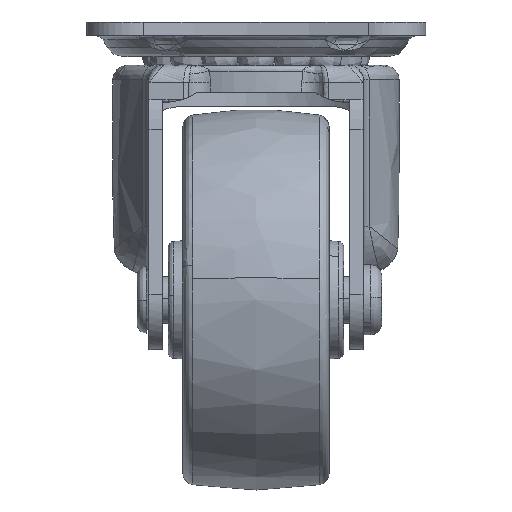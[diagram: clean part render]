
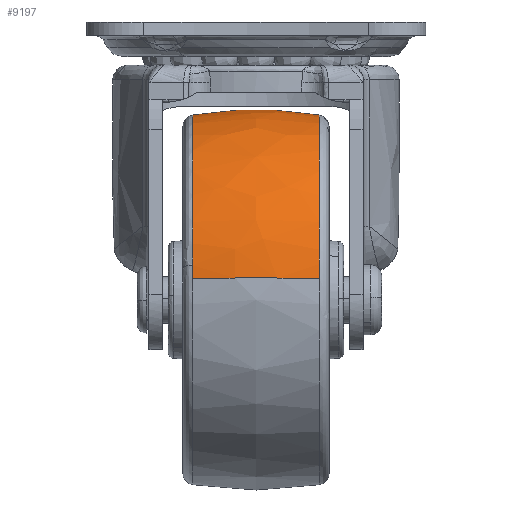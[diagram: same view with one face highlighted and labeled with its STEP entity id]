
A CAD part, left-side view. The second image highlights one B-rep face of the part: STEP entity #9197.
In plain terms, the highlighted free-form (B-spline) face has degree [2, 2] with [5, 3] control points.
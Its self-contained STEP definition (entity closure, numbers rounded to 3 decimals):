
#8250=CARTESIAN_POINT('',(-31.031,10.833,5.92));
#8251=VERTEX_POINT('',#8250);
#8265=CARTESIAN_POINT('',(0.0,10.833,31.591));
#8266=VERTEX_POINT('',#8265);
#8267=CARTESIAN_POINT('',(0.0,10.833,31.591));
#8268=CARTESIAN_POINT('',(-26.134,10.833,31.591));
#8269=CARTESIAN_POINT('',(-31.031,10.833,5.92));
#8277=(BOUNDED_CURVE()B_SPLINE_CURVE(2,(#8267,#8268,#8269),.UNSPECIFIED.,.F.,.U.)B_SPLINE_CURVE_WITH_KNOTS((3,3),(0.5,0.718),.UNSPECIFIED.)CURVE()GEOMETRIC_REPRESENTATION_ITEM()RATIONAL_B_SPLINE_CURVE((1.0,0.745,0.934))REPRESENTATION_ITEM(''));
#8278=EDGE_CURVE('',#8266,#8251,#8277,.T.);
#8367=CARTESIAN_POINT('',(-31.38,10.833,3.648));
#8368=VERTEX_POINT('',#8367);
#8384=CARTESIAN_POINT('',(-31.031,10.833,5.92));
#8385=CARTESIAN_POINT('',(-31.247,10.833,4.79));
#8386=CARTESIAN_POINT('',(-31.38,10.833,3.648));
#8394=(BOUNDED_CURVE()B_SPLINE_CURVE(2,(#8384,#8385,#8386),.UNSPECIFIED.,.F.,.U.)B_SPLINE_CURVE_WITH_KNOTS((3,3),(0.718,0.73),.UNSPECIFIED.)CURVE()GEOMETRIC_REPRESENTATION_ITEM()RATIONAL_B_SPLINE_CURVE((0.934,0.945,0.957))REPRESENTATION_ITEM(''));
#8395=EDGE_CURVE('',#8251,#8368,#8394,.T.);
#8597=CARTESIAN_POINT('',(0.0,-10.833,31.591));
#8598=VERTEX_POINT('',#8597);
#8612=CARTESIAN_POINT('',(-31.38,-10.833,3.648));
#8613=VERTEX_POINT('',#8612);
#8614=CARTESIAN_POINT('',(0.0,-10.833,31.591));
#8615=CARTESIAN_POINT('',(-28.131,-10.833,31.591));
#8616=CARTESIAN_POINT('',(-31.38,-10.833,3.648));
#8624=(BOUNDED_CURVE()B_SPLINE_CURVE(2,(#8614,#8615,#8616),.UNSPECIFIED.,.F.,.U.)B_SPLINE_CURVE_WITH_KNOTS((3,3),(0.5,0.73),.UNSPECIFIED.)CURVE()GEOMETRIC_REPRESENTATION_ITEM()RATIONAL_B_SPLINE_CURVE((1.0,0.731,0.957))REPRESENTATION_ITEM(''));
#8625=EDGE_CURVE('',#8598,#8613,#8624,.T.);
#9130=CARTESIAN_POINT('',(0.0,-10.833,31.591));
#9131=CARTESIAN_POINT('',(0.0,-5.455,32.5));
#9132=CARTESIAN_POINT('',(0.0,0.0,32.5));
#9133=CARTESIAN_POINT('',(0.0,5.455,32.5));
#9134=CARTESIAN_POINT('',(0.0,10.833,31.591));
#9142=(BOUNDED_CURVE()B_SPLINE_CURVE(2,(#9130,#9131,#9132,#9133,#9134),.UNSPECIFIED.,.F.,.U.)B_SPLINE_CURVE_WITH_KNOTS((3,2,3),(0.418,0.5,0.582),.UNSPECIFIED.)CURVE()GEOMETRIC_REPRESENTATION_ITEM()RATIONAL_B_SPLINE_CURVE((0.963,0.978,1.0,0.978,0.963))REPRESENTATION_ITEM(''));
#9143=EDGE_CURVE('',#8598,#8266,#9142,.T.);
#9149=CARTESIAN_POINT('',(-31.38,-10.833,3.648));
#9150=CARTESIAN_POINT('',(-32.283,-5.455,3.753));
#9151=CARTESIAN_POINT('',(-32.283,0.,3.753));
#9152=CARTESIAN_POINT('',(-32.283,5.455,3.753));
#9153=CARTESIAN_POINT('',(-31.38,10.833,3.648));
#9161=(BOUNDED_CURVE()B_SPLINE_CURVE(2,(#9149,#9150,#9151,#9152,#9153),.UNSPECIFIED.,.F.,.U.)B_SPLINE_CURVE_WITH_KNOTS((3,2,3),(0.418,0.5,0.582),.UNSPECIFIED.)CURVE()GEOMETRIC_REPRESENTATION_ITEM()RATIONAL_B_SPLINE_CURVE((0.922,0.936,0.957,0.936,0.922))REPRESENTATION_ITEM(''));
#9162=EDGE_CURVE('',#8613,#8368,#9161,.T.);
#9167=CARTESIAN_POINT('',(0.0,-11.924,31.397));
#9168=CARTESIAN_POINT('',(0.0,-6.013,32.5));
#9169=CARTESIAN_POINT('',(0.0,0.0,32.5));
#9170=CARTESIAN_POINT('',(0.0,6.013,32.5));
#9171=CARTESIAN_POINT('',(0.0,11.924,31.397));
#9172=CARTESIAN_POINT('',(-27.959,-11.924,31.397));
#9173=CARTESIAN_POINT('',(-28.941,-6.013,32.5));
#9174=CARTESIAN_POINT('',(-28.941,0.0,32.5));
#9175=CARTESIAN_POINT('',(-28.941,6.013,32.5));
#9176=CARTESIAN_POINT('',(-27.959,11.924,31.397));
#9177=CARTESIAN_POINT('',(-31.187,-11.924,3.625));
#9178=CARTESIAN_POINT('',(-32.283,-6.013,3.753));
#9179=CARTESIAN_POINT('',(-32.283,0.0,3.753));
#9180=CARTESIAN_POINT('',(-32.283,6.013,3.753));
#9181=CARTESIAN_POINT('',(-31.187,11.924,3.625));
#9189=(BOUNDED_SURFACE()B_SPLINE_SURFACE(2,2,((#9167,#9172,#9177),(#9168,#9173,#9178),(#9169,#9174,#9179),(#9170,#9175,#9180),(#9171,#9176,#9181)),.UNSPECIFIED.,.F.,.F.,.U.)B_SPLINE_SURFACE_WITH_KNOTS((3,2,3),(3,3),(0.0,12.22,24.44),(0.0,49.486),.UNSPECIFIED.)GEOMETRIC_REPRESENTATION_ITEM()RATIONAL_B_SPLINE_SURFACE(((0.96,0.702,0.919),(0.976,0.713,0.934),(1.0,0.731,0.957),(0.976,0.713,0.934),(0.96,0.702,0.919)))REPRESENTATION_ITEM('')SURFACE());
#9190=ORIENTED_EDGE('',*,*,#8278,.T.);
#9191=ORIENTED_EDGE('',*,*,#8395,.T.);
#9192=ORIENTED_EDGE('',*,*,#9162,.F.);
#9193=ORIENTED_EDGE('',*,*,#8625,.F.);
#9194=ORIENTED_EDGE('',*,*,#9143,.T.);
#9195=EDGE_LOOP('',(#9190,#9191,#9192,#9193,#9194));
#9196=FACE_OUTER_BOUND('',#9195,.T.);
#9197=ADVANCED_FACE('',(#9196),#9189,.T.);
